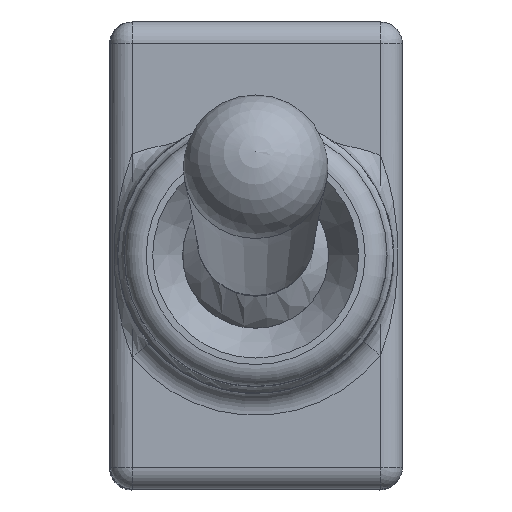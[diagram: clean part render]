
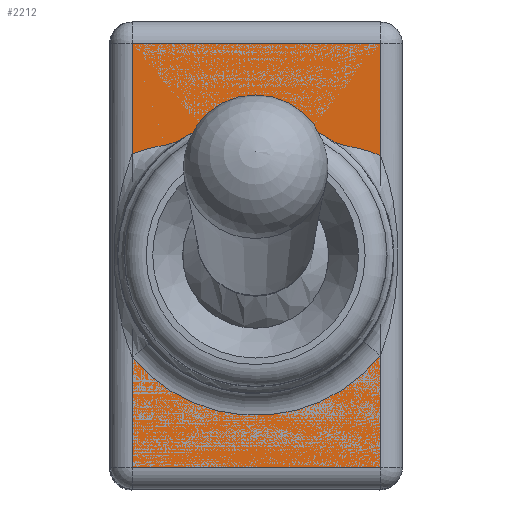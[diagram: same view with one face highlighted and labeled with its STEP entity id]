
A CAD part, top view. The second image highlights one B-rep face of the part: STEP entity #2212.
In plain terms, the highlighted planar face has unit normal (0, 0, 1).
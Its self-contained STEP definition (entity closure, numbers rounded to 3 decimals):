
#269=FACE_OUTER_BOUND('',#446,.T.);
#446=EDGE_LOOP('',(#1705,#1706,#1707,#1708));
#586=LINE('',#3676,#754);
#588=LINE('',#3684,#756);
#590=LINE('',#3692,#758);
#592=LINE('',#3701,#760);
#754=VECTOR('',#2867,4.318);
#756=VECTOR('',#2875,7.366);
#758=VECTOR('',#2883,4.318);
#760=VECTOR('',#2895,7.366);
#1036=VERTEX_POINT('',#3669);
#1039=VERTEX_POINT('',#3674);
#1042=VERTEX_POINT('',#3682);
#1045=VERTEX_POINT('',#3690);
#1261=EDGE_CURVE('',#1039,#1036,#586,.T.);
#1265=EDGE_CURVE('',#1042,#1039,#588,.T.);
#1269=EDGE_CURVE('',#1045,#1042,#590,.T.);
#1274=EDGE_CURVE('',#1036,#1045,#592,.T.);
#1705=ORIENTED_EDGE('',*,*,#1261,.F.);
#1706=ORIENTED_EDGE('',*,*,#1265,.F.);
#1707=ORIENTED_EDGE('',*,*,#1269,.F.);
#1708=ORIENTED_EDGE('',*,*,#1274,.F.);
#2095=PLANE('',#2444);
#2212=ADVANCED_FACE('',(#269),#2095,.T.);
#2444=AXIS2_PLACEMENT_3D('',#3726,#2927,#2928);
#2867=DIRECTION('',(1.,0.,0.));
#2875=DIRECTION('',(0.,1.,0.));
#2883=DIRECTION('',(-1.,0.,0.));
#2895=DIRECTION('',(0.,-1.,0.));
#2927=DIRECTION('center_axis',(0.,0.,1.));
#2928=DIRECTION('ref_axis',(1.,0.,0.));
#3669=CARTESIAN_POINT('',(2.172,3.683,8.89));
#3674=CARTESIAN_POINT('',(-2.146,3.683,8.89));
#3676=CARTESIAN_POINT('',(1.092,3.683,8.89));
#3682=CARTESIAN_POINT('',(-2.146,-3.683,8.89));
#3684=CARTESIAN_POINT('',(-2.146,1.842,8.89));
#3690=CARTESIAN_POINT('',(2.172,-3.683,8.89));
#3692=CARTESIAN_POINT('',(-1.067,-3.683,8.89));
#3701=CARTESIAN_POINT('',(2.172,-1.842,8.89));
#3726=CARTESIAN_POINT('Origin',(0.013,0.,
8.89));
